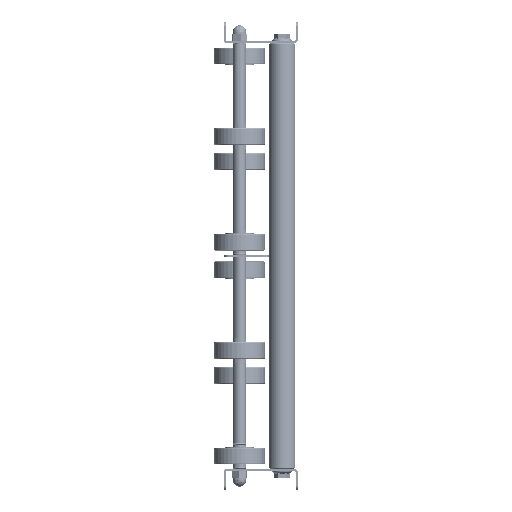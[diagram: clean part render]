
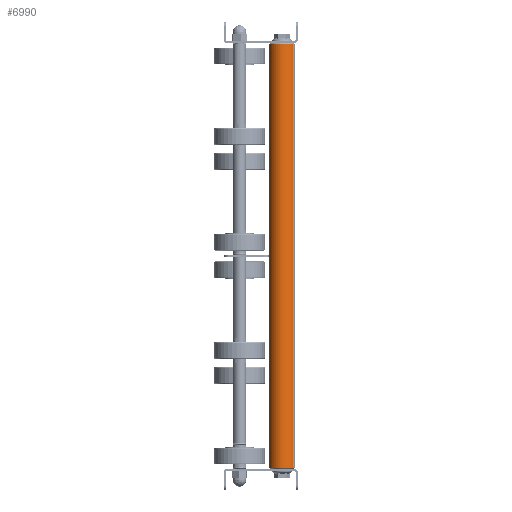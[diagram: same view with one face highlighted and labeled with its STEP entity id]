
A CAD part, left-side view. The second image highlights one B-rep face of the part: STEP entity #6990.
In plain terms, the highlighted cylindrical face has radius 12.5 mm (diameter 25 mm), a partial arc.
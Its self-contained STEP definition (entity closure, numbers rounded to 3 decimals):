
#134 = CARTESIAN_POINT ( 'NONE',  ( 399., 0., 0. ) ) ;
#747 = EDGE_CURVE ( 'NONE', #12966, #3590, #2580, .T. ) ;
#775 = VERTEX_POINT ( 'NONE', #13094 ) ;
#983 = DIRECTION ( 'NONE',  ( -1., 0., 0. ) ) ;
#2580 = CIRCLE ( 'NONE', #15378, 12.5 ) ;
#2591 = AXIS2_PLACEMENT_3D ( 'NONE', #134, #18387, #5055 ) ;
#2964 = FACE_OUTER_BOUND ( 'NONE', #3511, .T. ) ;
#3347 = CARTESIAN_POINT ( 'NONE',  ( 1., 0., 0. ) ) ;
#3511 = EDGE_LOOP ( 'NONE', ( #15533, #6523, #11152, #13662 ) ) ;
#3590 = VERTEX_POINT ( 'NONE', #9703 ) ;
#4880 = DIRECTION ( 'NONE',  ( -1., 0., 0. ) ) ;
#5036 = EDGE_CURVE ( 'NONE', #775, #17582, #9130, .T. ) ;
#5055 = DIRECTION ( 'NONE',  ( 0., 0., -1. ) ) ;
#6149 = DIRECTION ( 'NONE',  ( 0., 0., -1. ) ) ;
#6287 = CARTESIAN_POINT ( 'NONE',  ( 400., 0., -12.5 ) ) ;
#6523 = ORIENTED_EDGE ( 'NONE', *, *, #5036, .T. ) ;
#6603 = LINE ( 'NONE', #6287, #14911 ) ;
#6990 = ADVANCED_FACE ( 'NONE', ( #2964 ), #9545, .T. ) ;
#7609 = DIRECTION ( 'NONE',  ( 0., 0., 1. ) ) ;
#9130 = CIRCLE ( 'NONE', #2591, 12.5 ) ;
#9545 = CYLINDRICAL_SURFACE ( 'NONE', #20273, 12.5 ) ;
#9685 = LINE ( 'NONE', #21017, #12472 ) ;
#9703 = CARTESIAN_POINT ( 'NONE',  ( 1., 0., -12.5 ) ) ;
#11152 = ORIENTED_EDGE ( 'NONE', *, *, #14027, .T. ) ;
#12356 = CARTESIAN_POINT ( 'NONE',  ( 399., 0., 12.5 ) ) ;
#12472 = VECTOR ( 'NONE', #17847, 1000. ) ;
#12966 = VERTEX_POINT ( 'NONE', #20346 ) ;
#13094 = CARTESIAN_POINT ( 'NONE',  ( 399., 0., -12.5 ) ) ;
#13662 = ORIENTED_EDGE ( 'NONE', *, *, #747, .T. ) ;
#14027 = EDGE_CURVE ( 'NONE', #17582, #12966, #9685, .T. ) ;
#14728 = DIRECTION ( 'NONE',  ( 1., 0., 0. ) ) ;
#14911 = VECTOR ( 'NONE', #4880, 1000. ) ;
#15378 = AXIS2_PLACEMENT_3D ( 'NONE', #3347, #14728, #6149 ) ;
#15533 = ORIENTED_EDGE ( 'NONE', *, *, #21219, .F. ) ;
#17582 = VERTEX_POINT ( 'NONE', #12356 ) ;
#17847 = DIRECTION ( 'NONE',  ( -1., 0., 0. ) ) ;
#17915 = CARTESIAN_POINT ( 'NONE',  ( 400., 0., 0. ) ) ;
#18387 = DIRECTION ( 'NONE',  ( -1., 0., 0. ) ) ;
#20273 = AXIS2_PLACEMENT_3D ( 'NONE', #17915, #983, #7609 ) ;
#20346 = CARTESIAN_POINT ( 'NONE',  ( 1., 0., 12.5 ) ) ;
#21017 = CARTESIAN_POINT ( 'NONE',  ( 400., 0., 12.5 ) ) ;
#21219 = EDGE_CURVE ( 'NONE', #775, #3590, #6603, .T. ) ;
